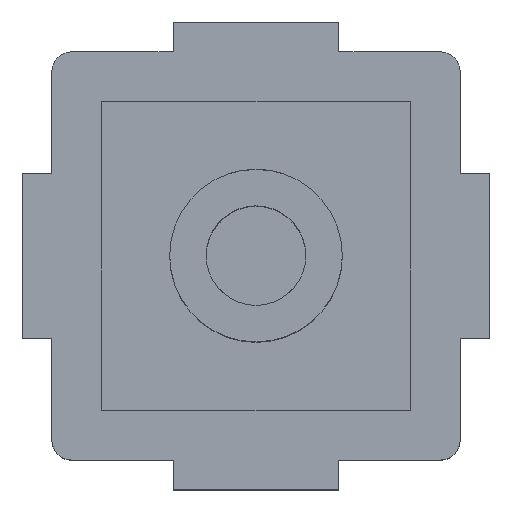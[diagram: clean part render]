
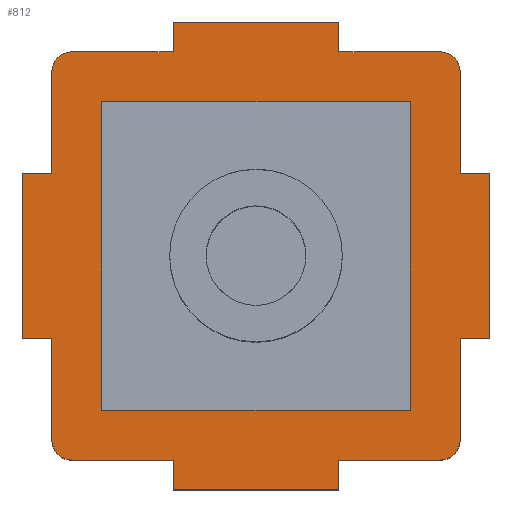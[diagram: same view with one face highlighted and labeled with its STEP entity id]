
A CAD part, top view. The second image highlights one B-rep face of the part: STEP entity #812.
In plain terms, the highlighted planar face has unit normal (0, 0, 1).
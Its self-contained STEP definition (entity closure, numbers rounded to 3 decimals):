
#33=FACE_BOUND('',#162,.T.);
#42=CIRCLE('',#873,1.2);
#43=CIRCLE('',#875,1.2);
#44=CIRCLE('',#883,1.2);
#45=CIRCLE('',#885,1.2);
#110=FACE_OUTER_BOUND('',#161,.T.);
#161=EDGE_LOOP('',(#711,#712,#713,#714,#715,#716,#717,#718,#719,#720,#721,
#722,#723,#724,#725,#726,#727,#728,#729,#730,#731,#732,#733,#734));
#162=EDGE_LOOP('',(#735,#736,#737,#738));
#163=LINE('',#1100,#247);
#167=LINE('',#1108,#251);
#170=LINE('',#1114,#254);
#174=LINE('',#1123,#258);
#178=LINE('',#1131,#262);
#181=LINE('',#1137,#265);
#185=LINE('',#1145,#269);
#189=LINE('',#1152,#273);
#190=LINE('',#1156,#274);
#194=LINE('',#1165,#278);
#198=LINE('',#1172,#282);
#201=LINE('',#1179,#285);
#205=LINE('',#1187,#289);
#208=LINE('',#1193,#292);
#212=LINE('',#1201,#296);
#216=LINE('',#1208,#300);
#231=LINE('',#1540,#315);
#234=LINE('',#1544,#318);
#236=LINE('',#1555,#320);
#239=LINE('',#1560,#323);
#241=LINE('',#1564,#325);
#243=LINE('',#1567,#327);
#245=LINE('',#1576,#329);
#246=LINE('',#1577,#330);
#247=VECTOR('',#892,10.);
#251=VECTOR('',#898,10.);
#254=VECTOR('',#903,10.);
#258=VECTOR('',#911,10.);
#262=VECTOR('',#917,10.);
#265=VECTOR('',#922,10.);
#269=VECTOR('',#930,10.);
#273=VECTOR('',#934,10.);
#274=VECTOR('',#937,10.);
#278=VECTOR('',#943,10.);
#282=VECTOR('',#949,10.);
#285=VECTOR('',#956,10.);
#289=VECTOR('',#962,10.);
#292=VECTOR('',#967,10.);
#296=VECTOR('',#975,10.);
#300=VECTOR('',#979,10.);
#315=VECTOR('',#1048,10.);
#318=VECTOR('',#1051,10.);
#320=VECTOR('',#1065,10.);
#323=VECTOR('',#1070,10.);
#325=VECTOR('',#1074,10.);
#327=VECTOR('',#1078,10.);
#329=VECTOR('',#1092,10.);
#330=VECTOR('',#1093,10.);
#331=VERTEX_POINT('',#1098);
#332=VERTEX_POINT('',#1099);
#335=VERTEX_POINT('',#1107);
#337=VERTEX_POINT('',#1113);
#339=VERTEX_POINT('',#1121);
#340=VERTEX_POINT('',#1122);
#343=VERTEX_POINT('',#1130);
#345=VERTEX_POINT('',#1136);
#347=VERTEX_POINT('',#1144);
#350=VERTEX_POINT('',#1150);
#351=VERTEX_POINT('',#1154);
#352=VERTEX_POINT('',#1155);
#355=VERTEX_POINT('',#1163);
#356=VERTEX_POINT('',#1164);
#359=VERTEX_POINT('',#1177);
#360=VERTEX_POINT('',#1178);
#363=VERTEX_POINT('',#1186);
#365=VERTEX_POINT('',#1192);
#367=VERTEX_POINT('',#1200);
#370=VERTEX_POINT('',#1206);
#395=VERTEX_POINT('',#1539);
#396=VERTEX_POINT('',#1542);
#397=VERTEX_POINT('',#1548);
#398=VERTEX_POINT('',#1553);
#399=VERTEX_POINT('',#1554);
#400=VERTEX_POINT('',#1559);
#401=VERTEX_POINT('',#1563);
#402=VERTEX_POINT('',#1572);
#403=EDGE_CURVE('',#331,#332,#163,.T.);
#407=EDGE_CURVE('',#335,#331,#167,.T.);
#410=EDGE_CURVE('',#332,#337,#170,.T.);
#414=EDGE_CURVE('',#339,#340,#174,.T.);
#418=EDGE_CURVE('',#343,#339,#178,.T.);
#421=EDGE_CURVE('',#345,#343,#181,.T.);
#425=EDGE_CURVE('',#347,#340,#185,.T.);
#429=EDGE_CURVE('',#345,#350,#189,.T.);
#430=EDGE_CURVE('',#351,#352,#190,.T.);
#434=EDGE_CURVE('',#355,#356,#194,.T.);
#438=EDGE_CURVE('',#352,#355,#198,.T.);
#441=EDGE_CURVE('',#359,#360,#201,.T.);
#445=EDGE_CURVE('',#363,#359,#205,.T.);
#448=EDGE_CURVE('',#365,#363,#208,.T.);
#452=EDGE_CURVE('',#367,#360,#212,.T.);
#456=EDGE_CURVE('',#365,#370,#216,.T.);
#495=EDGE_CURVE('',#395,#356,#231,.T.);
#498=EDGE_CURVE('',#351,#396,#234,.T.);
#499=EDGE_CURVE('',#396,#347,#42,.T.);
#501=EDGE_CURVE('',#350,#397,#43,.T.);
#502=EDGE_CURVE('',#398,#399,#236,.T.);
#505=EDGE_CURVE('',#400,#398,#239,.T.);
#507=EDGE_CURVE('',#401,#400,#241,.T.);
#509=EDGE_CURVE('',#399,#401,#243,.T.);
#510=EDGE_CURVE('',#370,#395,#44,.T.);
#511=EDGE_CURVE('',#402,#367,#45,.T.);
#513=EDGE_CURVE('',#397,#337,#245,.T.);
#514=EDGE_CURVE('',#335,#402,#246,.T.);
#711=ORIENTED_EDGE('',*,*,#501,.T.);
#712=ORIENTED_EDGE('',*,*,#513,.T.);
#713=ORIENTED_EDGE('',*,*,#410,.F.);
#714=ORIENTED_EDGE('',*,*,#403,.F.);
#715=ORIENTED_EDGE('',*,*,#407,.F.);
#716=ORIENTED_EDGE('',*,*,#514,.T.);
#717=ORIENTED_EDGE('',*,*,#511,.T.);
#718=ORIENTED_EDGE('',*,*,#452,.T.);
#719=ORIENTED_EDGE('',*,*,#441,.F.);
#720=ORIENTED_EDGE('',*,*,#445,.F.);
#721=ORIENTED_EDGE('',*,*,#448,.F.);
#722=ORIENTED_EDGE('',*,*,#456,.T.);
#723=ORIENTED_EDGE('',*,*,#510,.T.);
#724=ORIENTED_EDGE('',*,*,#495,.T.);
#725=ORIENTED_EDGE('',*,*,#434,.F.);
#726=ORIENTED_EDGE('',*,*,#438,.F.);
#727=ORIENTED_EDGE('',*,*,#430,.F.);
#728=ORIENTED_EDGE('',*,*,#498,.T.);
#729=ORIENTED_EDGE('',*,*,#499,.T.);
#730=ORIENTED_EDGE('',*,*,#425,.T.);
#731=ORIENTED_EDGE('',*,*,#414,.F.);
#732=ORIENTED_EDGE('',*,*,#418,.F.);
#733=ORIENTED_EDGE('',*,*,#421,.F.);
#734=ORIENTED_EDGE('',*,*,#429,.T.);
#735=ORIENTED_EDGE('',*,*,#502,.T.);
#736=ORIENTED_EDGE('',*,*,#509,.T.);
#737=ORIENTED_EDGE('',*,*,#507,.T.);
#738=ORIENTED_EDGE('',*,*,#505,.T.);
#767=PLANE('',#887);
#812=ADVANCED_FACE('',(#110,#33),#767,.T.);
#873=AXIS2_PLACEMENT_3D('',#1546,#1054,#1055);
#875=AXIS2_PLACEMENT_3D('',#1550,#1059,#1060);
#883=AXIS2_PLACEMENT_3D('',#1570,#1083,#1084);
#885=AXIS2_PLACEMENT_3D('',#1573,#1087,#1088);
#887=AXIS2_PLACEMENT_3D('',#1578,#1094,#1095);
#892=DIRECTION('',(-1.,0.,0.));
#898=DIRECTION('',(0.,-1.,0.));
#903=DIRECTION('',(0.,1.,0.));
#911=DIRECTION('',(1.,0.,0.));
#917=DIRECTION('',(0.,1.,0.));
#922=DIRECTION('',(-1.,0.,0.));
#930=DIRECTION('',(0.,-1.,0.));
#934=DIRECTION('',(0.,-1.,0.));
#937=DIRECTION('',(0.,1.,0.));
#943=DIRECTION('',(0.,-1.,0.));
#949=DIRECTION('',(1.,0.,0.));
#956=DIRECTION('',(-1.,0.,0.));
#962=DIRECTION('',(0.,-1.,0.));
#967=DIRECTION('',(1.,0.,0.));
#975=DIRECTION('',(0.,1.,0.));
#979=DIRECTION('',(0.,1.,0.));
#1048=DIRECTION('',(-1.,0.,0.));
#1051=DIRECTION('',(-1.,0.,0.));
#1054=DIRECTION('center_axis',(0.,0.,1.));
#1055=DIRECTION('ref_axis',(0.,1.,0.));
#1059=DIRECTION('center_axis',(0.,0.,1.));
#1060=DIRECTION('ref_axis',(-1.,0.,0.));
#1065=DIRECTION('',(0.,1.,0.));
#1070=DIRECTION('',(-1.,0.,0.));
#1074=DIRECTION('',(0.,-1.,0.));
#1078=DIRECTION('',(1.,0.,0.));
#1083=DIRECTION('center_axis',(0.,0.,1.));
#1084=DIRECTION('ref_axis',(1.,0.,0.));
#1087=DIRECTION('center_axis',(0.,0.,1.));
#1088=DIRECTION('ref_axis',(0.,-1.,0.));
#1092=DIRECTION('',(1.,0.,0.));
#1093=DIRECTION('',(1.,0.,0.));
#1094=DIRECTION('center_axis',(0.,0.,1.));
#1095=DIRECTION('ref_axis',(1.,0.,0.));
#1098=CARTESIAN_POINT('',(5.,-14.1,7.3));
#1099=CARTESIAN_POINT('',(-5.,-14.1,7.3));
#1100=CARTESIAN_POINT('',(5.,-14.1,7.3));
#1107=CARTESIAN_POINT('',(5.,-12.3,7.3));
#1108=CARTESIAN_POINT('',(5.,-10.5,7.3));
#1113=CARTESIAN_POINT('',(-5.,-12.3,7.3));
#1114=CARTESIAN_POINT('',(-5.,-14.1,7.3));
#1121=CARTESIAN_POINT('',(-14.1,5.,7.3));
#1122=CARTESIAN_POINT('',(-12.3,5.,7.3));
#1123=CARTESIAN_POINT('',(-14.1,5.,7.3));
#1130=CARTESIAN_POINT('',(-14.1,-5.,7.3));
#1131=CARTESIAN_POINT('',(-14.1,-5.,7.3));
#1136=CARTESIAN_POINT('',(-12.3,-5.,7.3));
#1137=CARTESIAN_POINT('',(-10.5,-5.,7.3));
#1144=CARTESIAN_POINT('',(-12.3,11.1,7.3));
#1145=CARTESIAN_POINT('',(-12.3,-11.1,7.3));
#1150=CARTESIAN_POINT('',(-12.3,-11.1,7.3));
#1152=CARTESIAN_POINT('',(-12.3,-11.1,7.3));
#1154=CARTESIAN_POINT('',(-5.,12.3,7.3));
#1155=CARTESIAN_POINT('',(-5.,14.1,7.3));
#1156=CARTESIAN_POINT('',(-5.,10.5,7.3));
#1163=CARTESIAN_POINT('',(5.,14.1,7.3));
#1164=CARTESIAN_POINT('',(5.,12.3,7.3));
#1165=CARTESIAN_POINT('',(5.,14.1,7.3));
#1172=CARTESIAN_POINT('',(-5.,14.1,7.3));
#1177=CARTESIAN_POINT('',(14.1,-5.,7.3));
#1178=CARTESIAN_POINT('',(12.3,-5.,7.3));
#1179=CARTESIAN_POINT('',(14.1,-5.,7.3));
#1186=CARTESIAN_POINT('',(14.1,5.,7.3));
#1187=CARTESIAN_POINT('',(14.1,5.,7.3));
#1192=CARTESIAN_POINT('',(12.3,5.,7.3));
#1193=CARTESIAN_POINT('',(10.5,5.,7.3));
#1200=CARTESIAN_POINT('',(12.3,-11.1,7.3));
#1201=CARTESIAN_POINT('',(12.3,11.1,7.3));
#1206=CARTESIAN_POINT('',(12.3,11.1,7.3));
#1208=CARTESIAN_POINT('',(12.3,11.1,7.3));
#1539=CARTESIAN_POINT('',(11.1,12.3,7.3));
#1540=CARTESIAN_POINT('',(-11.1,12.3,7.3));
#1542=CARTESIAN_POINT('',(-11.1,12.3,7.3));
#1544=CARTESIAN_POINT('',(-11.1,12.3,7.3));
#1546=CARTESIAN_POINT('Origin',(-11.1,11.1,7.3));
#1548=CARTESIAN_POINT('',(-11.1,-12.3,7.3));
#1550=CARTESIAN_POINT('Origin',(-11.1,-11.1,7.3));
#1553=CARTESIAN_POINT('',(-9.3,-9.3,7.3));
#1554=CARTESIAN_POINT('',(-9.3,9.3,7.3));
#1555=CARTESIAN_POINT('',(-9.3,5.55,7.3));
#1559=CARTESIAN_POINT('',(9.3,-9.3,7.3));
#1560=CARTESIAN_POINT('',(-5.55,-9.3,7.3));
#1563=CARTESIAN_POINT('',(9.3,9.3,7.3));
#1564=CARTESIAN_POINT('',(9.3,-5.55,7.3));
#1567=CARTESIAN_POINT('',(5.55,9.3,7.3));
#1570=CARTESIAN_POINT('Origin',(11.1,11.1,7.3));
#1572=CARTESIAN_POINT('',(11.1,-12.3,7.3));
#1573=CARTESIAN_POINT('Origin',(11.1,-11.1,7.3));
#1576=CARTESIAN_POINT('',(11.1,-12.3,7.3));
#1577=CARTESIAN_POINT('',(11.1,-12.3,7.3));
#1578=CARTESIAN_POINT('Origin',(0.,0.,7.3));
